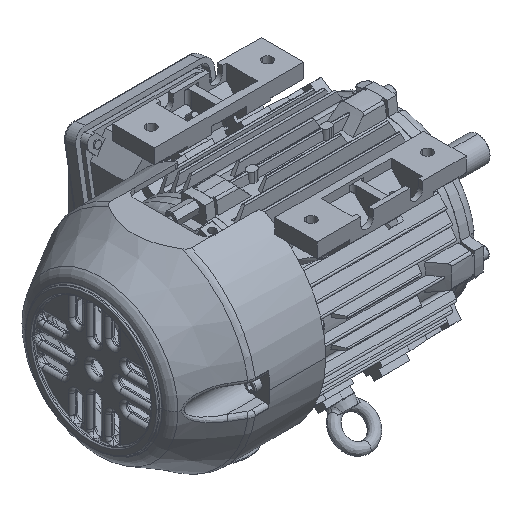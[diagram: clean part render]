
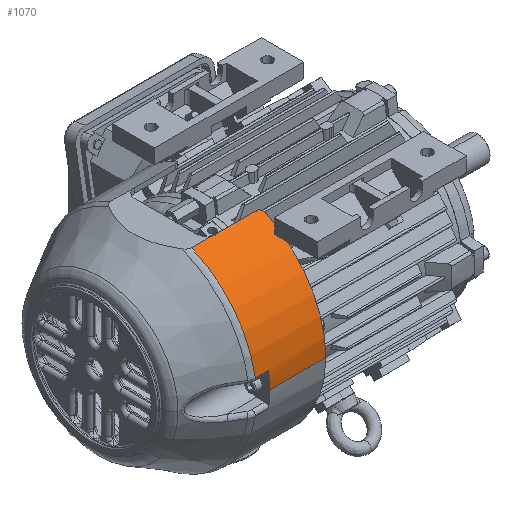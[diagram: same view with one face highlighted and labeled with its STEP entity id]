
A CAD part, isometric view. The second image highlights one B-rep face of the part: STEP entity #1070.
In plain terms, the highlighted cylindrical face has radius 92 mm (diameter 184 mm), a partial arc.
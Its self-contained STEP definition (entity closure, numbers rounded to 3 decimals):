
#978 = EDGE_CURVE ( 'NONE', #1086, #48463, #58835, .T. ) ;
#981 = ORIENTED_EDGE ( 'NONE', *, *, #10765, .T. ) ;
#1013 = EDGE_CURVE ( 'NONE', #1015, #48463, #58981, .T. ) ;
#1015 = VERTEX_POINT ( 'NONE', #58976 ) ;
#1017 = ORIENTED_EDGE ( 'NONE', *, *, #1019, .T. ) ;
#1019 = EDGE_CURVE ( 'NONE', #1015, #1021, #59081, .T. ) ;
#1021 = VERTEX_POINT ( 'NONE', #59072 ) ;
#1027 = ORIENTED_EDGE ( 'NONE', *, *, #1029, .F. ) ;
#1029 = EDGE_CURVE ( 'NONE', #1030, #1092, #59040, .T. ) ;
#1030 = VERTEX_POINT ( 'NONE', #59033 ) ;
#1036 = ORIENTED_EDGE ( 'NONE', *, *, #1037, .T. ) ;
#1037 = EDGE_CURVE ( 'NONE', #1030, #10843, #59118, .T. ) ;
#1063 = ORIENTED_EDGE ( 'NONE', *, *, #978, .T. ) ;
#1066 = ORIENTED_EDGE ( 'NONE', *, *, #1013, .F. ) ;
#1070 = ADVANCED_FACE ( 'NONE', ( #59254 ), #59253, .T. ) ;
#1086 = VERTEX_POINT ( 'NONE', #59306 ) ;
#1089 = ORIENTED_EDGE ( 'NONE', *, *, #1090, .F. ) ;
#1090 = EDGE_CURVE ( 'NONE', #1092, #1021, #59288, .T. ) ;
#1092 = VERTEX_POINT ( 'NONE', #59284 ) ;
#1103 = ORIENTED_EDGE ( 'NONE', *, *, #1105, .T. ) ;
#1105 = EDGE_CURVE ( 'NONE', #10762, #1086, #59356, .T. ) ;
#1116 = EDGE_LOOP ( 'NONE', ( #1103, #1063, #1066, #1017, #1089, #1027, #1036, #981 ) ) ;
#10762 = VERTEX_POINT ( 'NONE', #38686 ) ;
#10765 = EDGE_CURVE ( 'NONE', #10843, #10762, #38685, .T. ) ;
#10843 = VERTEX_POINT ( 'NONE', #38838 ) ;
#38682 = DIRECTION ( 'NONE',  ( -1., 0., 0. ) ) ;
#38683 = VECTOR ( 'NONE', #38682, 1000. ) ;
#38684 = CARTESIAN_POINT ( 'NONE',  ( 0., -14.472, 90.855 ) ) ;
#38685 = LINE ( 'NONE', #38684, #38683 ) ;
#38686 = CARTESIAN_POINT ( 'NONE',  ( 49., -14.472, 90.855 ) ) ;
#38838 = CARTESIAN_POINT ( 'NONE',  ( 60.555, -14.472, 90.855 ) ) ;
#48463 = VERTEX_POINT ( 'NONE', #74507 ) ;
#58831 = DIRECTION ( 'NONE',  ( -1., 0., 0. ) ) ;
#58832 = CARTESIAN_POINT ( 'NONE',  ( 0., 0., 92. ) ) ;
#58835 = LINE ( 'NONE', #58832, #58913 ) ;
#58913 = VECTOR ( 'NONE', #58831, 1000. ) ;
#58976 = CARTESIAN_POINT ( 'NONE',  ( 0., -83.231, 39.199 ) ) ;
#58978 = DIRECTION ( 'NONE',  ( 0., 0., 1. ) ) ;
#58979 = DIRECTION ( 'NONE',  ( -1., 0., 0. ) ) ;
#58980 = AXIS2_PLACEMENT_3D ( 'NONE', #58991, #58979, #58978 ) ;
#58981 = CIRCLE ( 'NONE', #58980, 92. ) ;
#58991 = CARTESIAN_POINT ( 'NONE',  ( 0., 0., 0. ) ) ;
#59033 = CARTESIAN_POINT ( 'NONE',  ( 60.555, -85., 35.199 ) ) ;
#59036 = DIRECTION ( 'NONE',  ( -1., 0., 0. ) ) ;
#59037 = VECTOR ( 'NONE', #59036, 1000. ) ;
#59039 = CARTESIAN_POINT ( 'NONE',  ( 113., -85., 35.199 ) ) ;
#59040 = LINE ( 'NONE', #59039, #59037 ) ;
#59051 = CARTESIAN_POINT ( 'NONE',  ( 4., -85., 35.199 ) ) ;
#59052 = CARTESIAN_POINT ( 'NONE',  ( 3.722, -85., 35.199 ) ) ;
#59053 = CARTESIAN_POINT ( 'NONE',  ( 3.445, -84.988, 35.229 ) ) ;
#59054 = CARTESIAN_POINT ( 'NONE',  ( 2.91, -84.941, 35.341 ) ) ;
#59055 = CARTESIAN_POINT ( 'NONE',  ( 2.652, -84.907, 35.424 ) ) ;
#59056 = CARTESIAN_POINT ( 'NONE',  ( 2.279, -84.839, 35.586 ) ) ;
#59057 = CARTESIAN_POINT ( 'NONE',  ( 2.156, -84.813, 35.647 ) ) ;
#59058 = CARTESIAN_POINT ( 'NONE',  ( 1.921, -84.758, 35.779 ) ) ;
#59059 = CARTESIAN_POINT ( 'NONE',  ( 1.808, -84.727, 35.851 ) ) ;
#59060 = CARTESIAN_POINT ( 'NONE',  ( 1.483, -84.631, 36.079 ) ) ;
#59061 = CARTESIAN_POINT ( 'NONE',  ( 1.284, -84.557, 36.251 ) ) ;
#59062 = CARTESIAN_POINT ( 'NONE',  ( 0.921, -84.393, 36.633 ) ) ;
#59063 = CARTESIAN_POINT ( 'NONE',  ( 0.761, -84.303, 36.839 ) ) ;
#59066 = CARTESIAN_POINT ( 'NONE',  ( 0.487, -84.113, 37.27 ) ) ;
#59068 = CARTESIAN_POINT ( 'NONE',  ( 0.372, -84.012, 37.496 ) ) ;
#59069 = CARTESIAN_POINT ( 'NONE',  ( 0.091, -83.692, 38.208 ) ) ;
#59070 = CARTESIAN_POINT ( 'NONE',  ( 0., -83.467, 38.699 ) ) ;
#59072 = CARTESIAN_POINT ( 'NONE',  ( 4., -85., 35.199 ) ) ;
#59079 = CARTESIAN_POINT ( 'NONE',  ( 0., -83.231, 39.199 ) ) ;
#59081 = B_SPLINE_CURVE_WITH_KNOTS ( 'NONE', 3,
 ( #59079, #59070, #59069, #59068, #59066, #59063, #59062, #59061, #59060, #59059, #59058, #59057, #59056, #59055, #59054, #59053, #59052, #59051 ),
 .UNSPECIFIED., .F., .F.,
 ( 4, 2, 2, 2, 2, 2, 2, 2, 4 ),
 ( 0., 0.002, 0.002, 0.003, 0.004, 0.005, 0.005, 0.006, 0.007 ),
 .UNSPECIFIED. ) ;
#59110 = DIRECTION ( 'NONE',  ( 0., 0., 1. ) ) ;
#59112 = DIRECTION ( 'NONE',  ( -1., 0., 0. ) ) ;
#59114 = CARTESIAN_POINT ( 'NONE',  ( 60.555, 0., 0. ) ) ;
#59115 = AXIS2_PLACEMENT_3D ( 'NONE', #59114, #59112, #59110 ) ;
#59118 = CIRCLE ( 'NONE', #59115, 92. ) ;
#59242 = DIRECTION ( 'NONE',  ( 0., 0., 1. ) ) ;
#59244 = DIRECTION ( 'NONE',  ( -1., 0., 0. ) ) ;
#59246 = CARTESIAN_POINT ( 'NONE',  ( 0., 0., 0. ) ) ;
#59247 = AXIS2_PLACEMENT_3D ( 'NONE', #59246, #59244, #59242 ) ;
#59253 = CYLINDRICAL_SURFACE ( 'NONE', #59247, 92. ) ;
#59254 = FACE_OUTER_BOUND ( 'NONE', #1116, .T. ) ;
#59284 = CARTESIAN_POINT ( 'NONE',  ( 40., -85., 35.199 ) ) ;
#59285 = DIRECTION ( 'NONE',  ( -1., 0., 0. ) ) ;
#59286 = VECTOR ( 'NONE', #59285, 1000. ) ;
#59287 = CARTESIAN_POINT ( 'NONE',  ( 48., -85., 35.199 ) ) ;
#59288 = LINE ( 'NONE', #59287, #59286 ) ;
#59306 = CARTESIAN_POINT ( 'NONE',  ( 49., 0., 92. ) ) ;
#59352 = DIRECTION ( 'NONE',  ( 0., 0., 1. ) ) ;
#59353 = DIRECTION ( 'NONE',  ( -1., 0., 0. ) ) ;
#59354 = CARTESIAN_POINT ( 'NONE',  ( 49., 0., 0. ) ) ;
#59355 = AXIS2_PLACEMENT_3D ( 'NONE', #59354, #59353, #59352 ) ;
#59356 = CIRCLE ( 'NONE', #59355, 92. ) ;
#74507 = CARTESIAN_POINT ( 'NONE',  ( 0., 0., 92. ) ) ;
